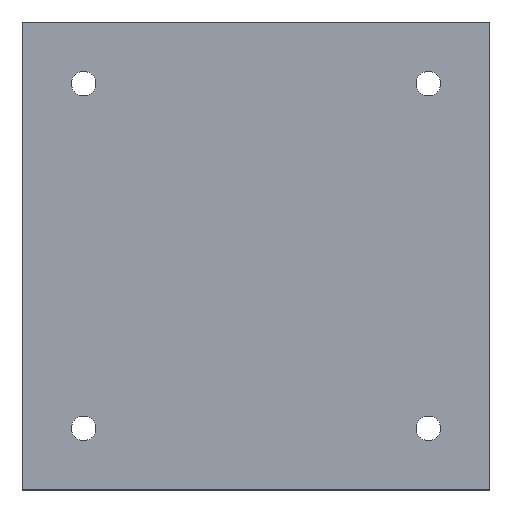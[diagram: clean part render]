
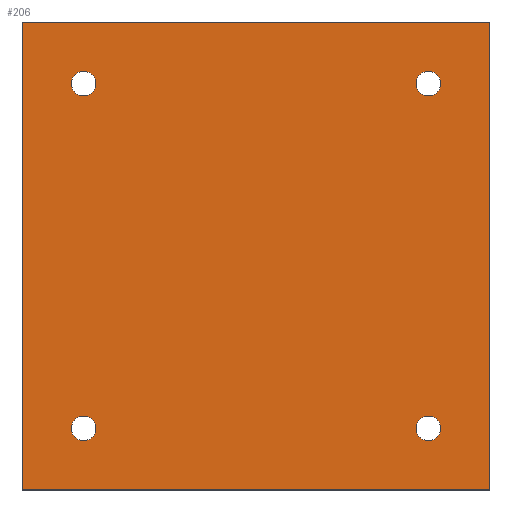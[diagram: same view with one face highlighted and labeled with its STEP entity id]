
A CAD part, top view. The second image highlights one B-rep face of the part: STEP entity #206.
In plain terms, the highlighted planar face has unit normal (0, 0, 1).
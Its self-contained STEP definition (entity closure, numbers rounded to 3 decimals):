
#1 = DIRECTION ( 'NONE',  ( -1., 0., 0. ) ) ;
#10 = CARTESIAN_POINT ( 'NONE',  ( -14., 14., 2. ) ) ;
#15 = CARTESIAN_POINT ( 'NONE',  ( -13., -14., 2. ) ) ;
#20 = CIRCLE ( 'NONE', #279, 1. ) ;
#21 = CARTESIAN_POINT ( 'NONE',  ( 19., 19., 2. ) ) ;
#33 = AXIS2_PLACEMENT_3D ( 'NONE', #515, #70, #353 ) ;
#39 = EDGE_CURVE ( 'NONE', #375, #322, #131, .T. ) ;
#44 = VERTEX_POINT ( 'NONE', #445 ) ;
#45 = CARTESIAN_POINT ( 'NONE',  ( 14., -14., 2. ) ) ;
#47 = DIRECTION ( 'NONE',  ( 0., 0., 1. ) ) ;
#53 = ORIENTED_EDGE ( 'NONE', *, *, #149, .F. ) ;
#55 = VECTOR ( 'NONE', #214, 1000. ) ;
#57 = CARTESIAN_POINT ( 'NONE',  ( 14., 14., 2. ) ) ;
#66 = EDGE_LOOP ( 'NONE', ( #53, #382 ) ) ;
#69 = EDGE_CURVE ( 'NONE', #121, #417, #145, .T. ) ;
#70 = DIRECTION ( 'NONE',  ( 0., 0., 1. ) ) ;
#75 = CIRCLE ( 'NONE', #235, 1. ) ;
#81 = EDGE_CURVE ( 'NONE', #417, #325, #233, .T. ) ;
#92 = EDGE_CURVE ( 'NONE', #44, #175, #240, .T. ) ;
#97 = FACE_OUTER_BOUND ( 'NONE', #134, .T. ) ;
#111 = LINE ( 'NONE', #462, #55 ) ;
#115 = CARTESIAN_POINT ( 'NONE',  ( -15., 14., 2. ) ) ;
#119 = FACE_BOUND ( 'NONE', #66, .T. ) ;
#121 = VERTEX_POINT ( 'NONE', #449 ) ;
#125 = DIRECTION ( 'NONE',  ( 0., 0., 1. ) ) ;
#128 = DIRECTION ( 'NONE',  ( 1., 0., 0. ) ) ;
#131 = CIRCLE ( 'NONE', #210, 1. ) ;
#134 = EDGE_LOOP ( 'NONE', ( #277, #457, #467, #483 ) ) ;
#136 = CARTESIAN_POINT ( 'NONE',  ( -15., -14., 2. ) ) ;
#145 = LINE ( 'NONE', #414, #348 ) ;
#149 = EDGE_CURVE ( 'NONE', #175, #44, #217, .T. ) ;
#150 = DIRECTION ( 'NONE',  ( 0., 0., 1. ) ) ;
#158 = VERTEX_POINT ( 'NONE', #456 ) ;
#160 = FACE_BOUND ( 'NONE', #343, .T. ) ;
#161 = VERTEX_POINT ( 'NONE', #280 ) ;
#164 = EDGE_CURVE ( 'NONE', #322, #375, #167, .T. ) ;
#166 = CARTESIAN_POINT ( 'NONE',  ( 15., -14., 2. ) ) ;
#167 = CIRCLE ( 'NONE', #222, 1. ) ;
#173 = DIRECTION ( 'NONE',  ( 1., 0., 0. ) ) ;
#175 = VERTEX_POINT ( 'NONE', #166 ) ;
#180 = AXIS2_PLACEMENT_3D ( 'NONE', #297, #47, #173 ) ;
#186 = DIRECTION ( 'NONE',  ( 0., 0., 1. ) ) ;
#194 = CARTESIAN_POINT ( 'NONE',  ( -14., -14., 2. ) ) ;
#201 = CARTESIAN_POINT ( 'NONE',  ( 14., -14., 2. ) ) ;
#205 = PLANE ( 'NONE',  #180 ) ;
#206 = ADVANCED_FACE ( 'NONE', ( #347, #119, #160, #225, #97 ), #205, .T. ) ;
#210 = AXIS2_PLACEMENT_3D ( 'NONE', #194, #365, #451 ) ;
#214 = DIRECTION ( 'NONE',  ( 1., 0., 0. ) ) ;
#217 = CIRCLE ( 'NONE', #298, 1. ) ;
#221 = CARTESIAN_POINT ( 'NONE',  ( -13., 14., 2. ) ) ;
#222 = AXIS2_PLACEMENT_3D ( 'NONE', #532, #125, #326 ) ;
#224 = CIRCLE ( 'NONE', #33, 1. ) ;
#225 = FACE_BOUND ( 'NONE', #525, .T. ) ;
#233 = LINE ( 'NONE', #328, #252 ) ;
#235 = AXIS2_PLACEMENT_3D ( 'NONE', #10, #415, #342 ) ;
#240 = CIRCLE ( 'NONE', #346, 1. ) ;
#244 = EDGE_CURVE ( 'NONE', #255, #121, #111, .T. ) ;
#245 = DIRECTION ( 'NONE',  ( 1., 0., 0. ) ) ;
#248 = EDGE_LOOP ( 'NONE', ( #341, #381 ) ) ;
#252 = VECTOR ( 'NONE', #1, 1000. ) ;
#253 = LINE ( 'NONE', #304, #465 ) ;
#255 = VERTEX_POINT ( 'NONE', #336 ) ;
#265 = CARTESIAN_POINT ( 'NONE',  ( 14., 14., 2. ) ) ;
#277 = ORIENTED_EDGE ( 'NONE', *, *, #69, .T. ) ;
#279 = AXIS2_PLACEMENT_3D ( 'NONE', #265, #186, #478 ) ;
#280 = CARTESIAN_POINT ( 'NONE',  ( 13., 14., 2. ) ) ;
#284 = CIRCLE ( 'NONE', #289, 1. ) ;
#286 = EDGE_CURVE ( 'NONE', #486, #433, #75, .T. ) ;
#289 = AXIS2_PLACEMENT_3D ( 'NONE', #57, #150, #344 ) ;
#292 = ORIENTED_EDGE ( 'NONE', *, *, #286, .F. ) ;
#297 = CARTESIAN_POINT ( 'NONE',  ( 0., 0., 2. ) ) ;
#298 = AXIS2_PLACEMENT_3D ( 'NONE', #45, #528, #245 ) ;
#304 = CARTESIAN_POINT ( 'NONE',  ( -19., 19., 2. ) ) ;
#322 = VERTEX_POINT ( 'NONE', #15 ) ;
#325 = VERTEX_POINT ( 'NONE', #379 ) ;
#326 = DIRECTION ( 'NONE',  ( -1., 0., 0. ) ) ;
#328 = CARTESIAN_POINT ( 'NONE',  ( -19., 19., 2. ) ) ;
#333 = ORIENTED_EDGE ( 'NONE', *, *, #39, .F. ) ;
#336 = CARTESIAN_POINT ( 'NONE',  ( -19., -19., 2. ) ) ;
#341 = ORIENTED_EDGE ( 'NONE', *, *, #404, .F. ) ;
#342 = DIRECTION ( 'NONE',  ( 1., 0., 0. ) ) ;
#343 = EDGE_LOOP ( 'NONE', ( #494, #333 ) ) ;
#344 = DIRECTION ( 'NONE',  ( -1., 0., 0. ) ) ;
#346 = AXIS2_PLACEMENT_3D ( 'NONE', #201, #409, #128 ) ;
#347 = FACE_BOUND ( 'NONE', #248, .T. ) ;
#348 = VECTOR ( 'NONE', #368, 1000. ) ;
#353 = DIRECTION ( 'NONE',  ( 1., 0., 0. ) ) ;
#365 = DIRECTION ( 'NONE',  ( 0., 0., 1. ) ) ;
#367 = EDGE_CURVE ( 'NONE', #161, #158, #20, .T. ) ;
#368 = DIRECTION ( 'NONE',  ( 0., 1., 0. ) ) ;
#375 = VERTEX_POINT ( 'NONE', #136 ) ;
#379 = CARTESIAN_POINT ( 'NONE',  ( -19., 19., 2. ) ) ;
#381 = ORIENTED_EDGE ( 'NONE', *, *, #367, .F. ) ;
#382 = ORIENTED_EDGE ( 'NONE', *, *, #92, .F. ) ;
#404 = EDGE_CURVE ( 'NONE', #158, #161, #284, .T. ) ;
#408 = EDGE_CURVE ( 'NONE', #325, #255, #253, .T. ) ;
#409 = DIRECTION ( 'NONE',  ( 0., 0., 1. ) ) ;
#414 = CARTESIAN_POINT ( 'NONE',  ( 19., 19., 2. ) ) ;
#415 = DIRECTION ( 'NONE',  ( 0., 0., 1. ) ) ;
#417 = VERTEX_POINT ( 'NONE', #21 ) ;
#433 = VERTEX_POINT ( 'NONE', #221 ) ;
#445 = CARTESIAN_POINT ( 'NONE',  ( 13., -14., 2. ) ) ;
#449 = CARTESIAN_POINT ( 'NONE',  ( 19., -19., 2. ) ) ;
#451 = DIRECTION ( 'NONE',  ( -1., 0., 0. ) ) ;
#456 = CARTESIAN_POINT ( 'NONE',  ( 15., 14., 2. ) ) ;
#457 = ORIENTED_EDGE ( 'NONE', *, *, #81, .T. ) ;
#462 = CARTESIAN_POINT ( 'NONE',  ( -19., -19., 2. ) ) ;
#465 = VECTOR ( 'NONE', #472, 1000. ) ;
#467 = ORIENTED_EDGE ( 'NONE', *, *, #408, .T. ) ;
#472 = DIRECTION ( 'NONE',  ( 0., -1., 0. ) ) ;
#478 = DIRECTION ( 'NONE',  ( -1., 0., 0. ) ) ;
#481 = EDGE_CURVE ( 'NONE', #433, #486, #224, .T. ) ;
#483 = ORIENTED_EDGE ( 'NONE', *, *, #244, .T. ) ;
#486 = VERTEX_POINT ( 'NONE', #115 ) ;
#494 = ORIENTED_EDGE ( 'NONE', *, *, #164, .F. ) ;
#515 = CARTESIAN_POINT ( 'NONE',  ( -14., 14., 2. ) ) ;
#525 = EDGE_LOOP ( 'NONE', ( #533, #292 ) ) ;
#528 = DIRECTION ( 'NONE',  ( 0., 0., 1. ) ) ;
#532 = CARTESIAN_POINT ( 'NONE',  ( -14., -14., 2. ) ) ;
#533 = ORIENTED_EDGE ( 'NONE', *, *, #481, .F. ) ;
